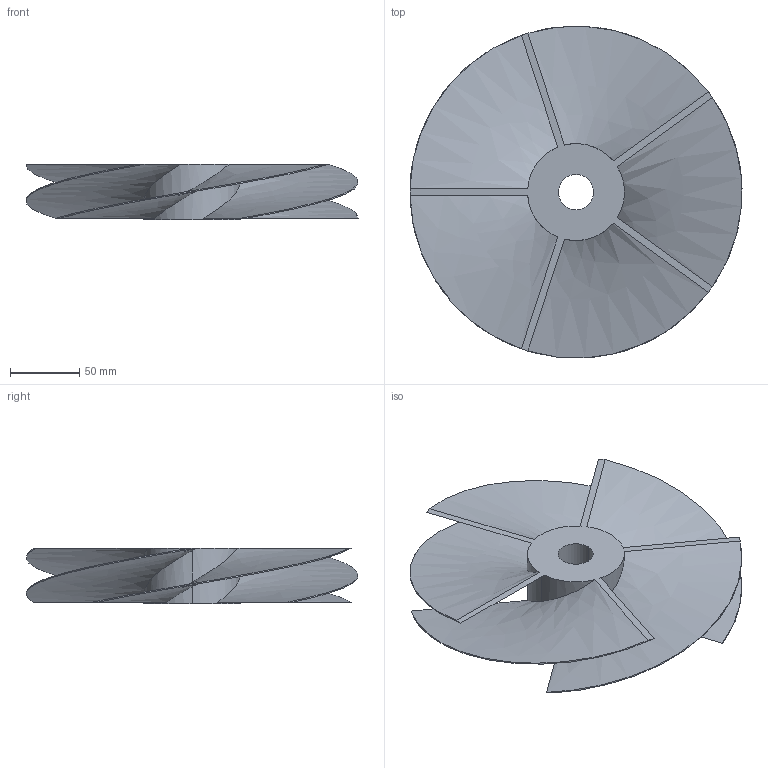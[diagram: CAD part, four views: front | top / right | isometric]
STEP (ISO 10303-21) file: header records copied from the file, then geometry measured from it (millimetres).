
FILE_DESCRIPTION (( 'STEP AP203' ), '1' );
FILE_NAME ('fan_Default_sldprt.STEP', '2023-12-12T05:33:20', ( '' ), ( '' ), 'SwSTEP 2.0', 'SolidWorks 2021', '' );
FILE_SCHEMA (( 'CONFIG_CONTROL_DESIGN' ));
Length unit declared in the file: centimetre
Products named in the file (1): fan_Default_sldprt
Bounding box: 240 x 239.87 x 40 mm (x, y, z)
Volume: 216414.9 mm3; surface area: 151993.3 mm2
Topology: 1 solids, 1 shells, 29 faces, 81 edges, 54 vertices
Faces by surface type: bspline 15, cylinder 7, plane 7
Entity records: 2003 total; most frequent: CARTESIAN_POINT 1292, ORIENTED_EDGE 162, DIRECTION 103, EDGE_CURVE 81, VERTEX_POINT 54, LINE 37, VECTOR 37, AXIS2_PLACEMENT_3D 33
